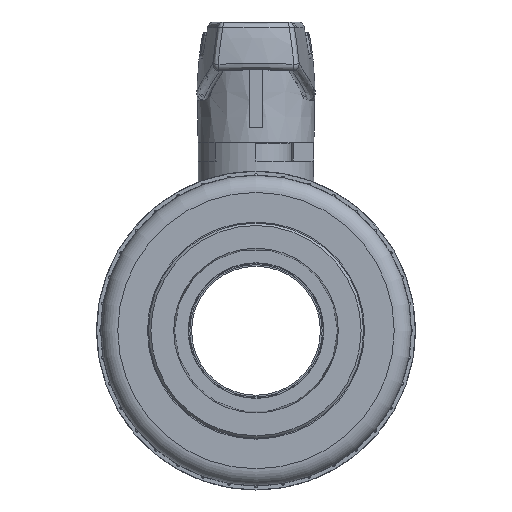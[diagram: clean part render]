
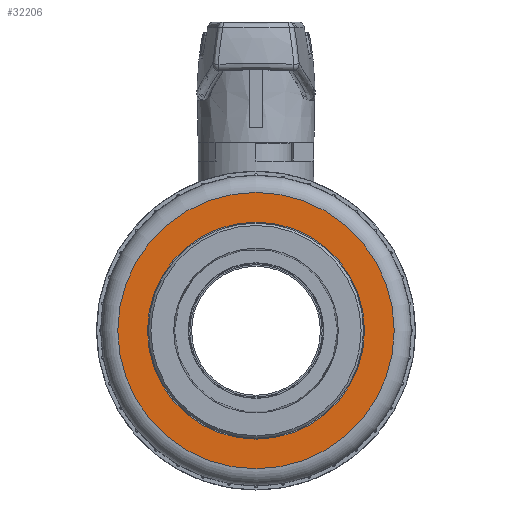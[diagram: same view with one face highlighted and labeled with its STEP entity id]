
A CAD part, left-side view. The second image highlights one B-rep face of the part: STEP entity #32206.
In plain terms, the highlighted face is planar.
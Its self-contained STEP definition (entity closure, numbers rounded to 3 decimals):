
#814=PLANE('',#34600);
#1334=FACE_BOUND('',#4693,.T.);
#2777=FACE_OUTER_BOUND('',#4692,.T.);
#4692=EDGE_LOOP('',(#25660));
#4693=EDGE_LOOP('',(#25661));
#6472=CIRCLE('',#34601,50.91);
#6473=CIRCLE('',#34602,39.979);
#14498=VERTEX_POINT('',#76516);
#14499=VERTEX_POINT('',#76518);
#18541=EDGE_CURVE('',#14498,#14498,#6472,.T.);
#18542=EDGE_CURVE('',#14499,#14499,#6473,.T.);
#25660=ORIENTED_EDGE('',*,*,#18541,.T.);
#25661=ORIENTED_EDGE('',*,*,#18542,.T.);
#32206=ADVANCED_FACE('',(#2777,#1334),#814,.F.);
#34600=AXIS2_PLACEMENT_3D('',#76515,#39656,#39657);
#34601=AXIS2_PLACEMENT_3D('',#76517,#39658,#39659);
#34602=AXIS2_PLACEMENT_3D('',#76519,#39660,#39661);
#39656=DIRECTION('center_axis',(-1.,0.,0.));
#39657=DIRECTION('ref_axis',(0.,1.,0.));
#39658=DIRECTION('center_axis',(1.,0.,0.));
#39659=DIRECTION('ref_axis',(0.,-1.,0.));
#39660=DIRECTION('center_axis',(-1.,0.,0.));
#39661=DIRECTION('ref_axis',(0.,0.,-1.));
#76515=CARTESIAN_POINT('Origin',(23.045,-58.407,0.));
#76516=CARTESIAN_POINT('',(23.045,-52.16,0.));
#76517=CARTESIAN_POINT('Origin',(23.045,-1.25,0.));
#76518=CARTESIAN_POINT('',(23.045,-1.25,-39.979));
#76519=CARTESIAN_POINT('Origin',(23.045,-1.25,0.));
